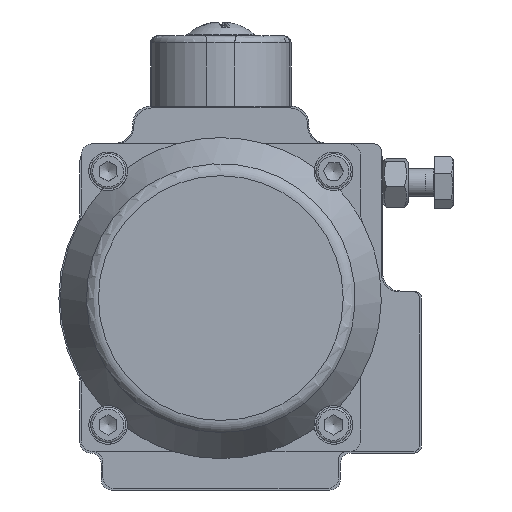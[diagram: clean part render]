
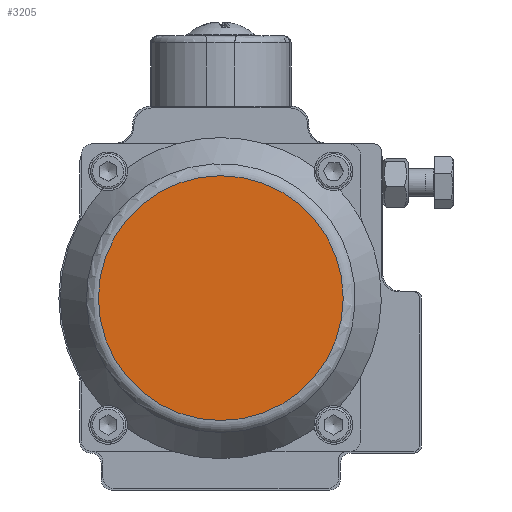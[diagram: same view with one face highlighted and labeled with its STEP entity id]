
A CAD part, front view. The second image highlights one B-rep face of the part: STEP entity #3205.
In plain terms, the highlighted planar face has unit normal (0, -1, 0).
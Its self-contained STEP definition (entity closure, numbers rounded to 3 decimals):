
#1262=PLANE('',#22060);
#1946=FACE_OUTER_BOUND('',#9503,.T.);
#3205=ADVANCED_FACE('',(#1946),#1262,.T.);
#4896=CIRCLE('',#22059,34.763);
#9503=EDGE_LOOP('',(#13220));
#13220=ORIENTED_EDGE('',*,*,#19201,.T.);
#16853=VERTEX_POINT('',#36296);
#19201=EDGE_CURVE('',#16853,#16853,#4896,.T.);
#22059=AXIS2_PLACEMENT_3D('',#36295,#26370,#26371);
#22060=AXIS2_PLACEMENT_3D('',#36297,#26372,#26373);
#26370=DIRECTION('',(0.,-1.,0.));
#26371=DIRECTION('',(0.,0.,-1.));
#26372=DIRECTION('',(0.,-1.,0.));
#26373=DIRECTION('',(0.,0.,-1.));
#36295=CARTESIAN_POINT('',(0.,-23.,0.));
#36296=CARTESIAN_POINT('',(0.,-23.,-34.763));
#36297=CARTESIAN_POINT('',(0.,-23.,0.));
